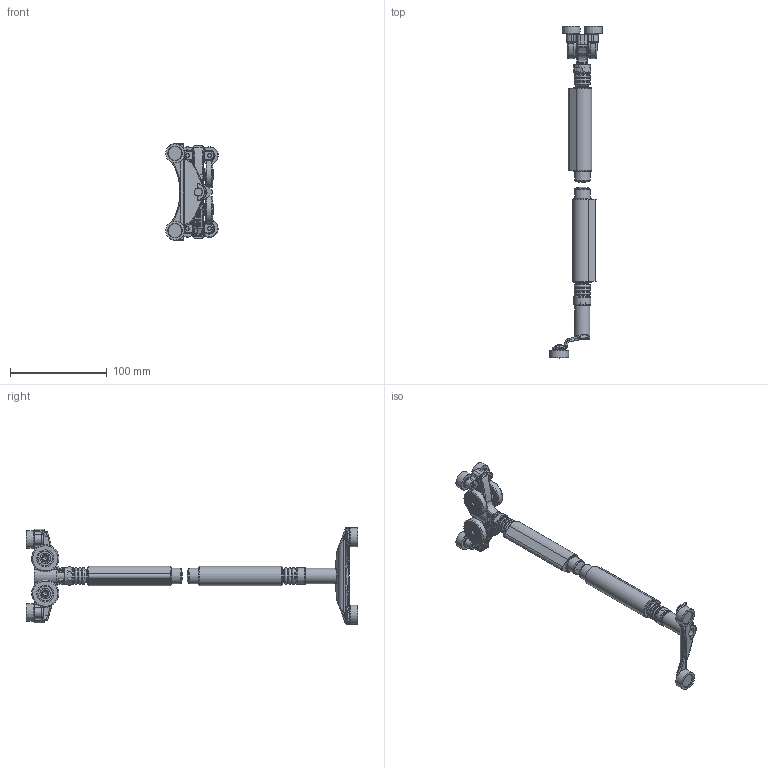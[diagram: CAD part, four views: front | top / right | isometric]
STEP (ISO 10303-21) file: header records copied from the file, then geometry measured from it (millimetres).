
FILE_DESCRIPTION(/* description */ ('SET MONTURE EXTREMITE FMF100'),/* implementation_level */ '2;1');
FILE_NAME(/* name */ '.stp',/* time_stamp */ '2019-08-14T11:38:29+02:00',/* author */ ('WG'),/* organization */ (''),/* preprocessor_version */ 'ST-DEVELOPER v17.2',/* originating_system */ 'Autodesk Inventor 2019',/* authorisation */ '');
FILE_SCHEMA (('AUTOMOTIVE_DESIGN { 1 0 10303 214 3 1 1 }'));
Length unit declared in the file: millimetre
Products named in the file (25): GJ10430EH; GJ10430EH-Guide bas; 1107; 22837; 22877; 22880; 22844; GJ10430EH-Monture; 9548N; 22830; 23242; 22848; 18038; 09071; 21477; GALB18D; DIN 625 SKF - SKF 624; 21472; 09053; DIN 439 - M10; 04634; 16437; 19738; 22872consul101115; 22870
Assembly tree (48 placements, depth 5):
  GJ10430EH
    GJ10430EH-Guide bas
      1107
        22837
        22877  x2
        22880  x2
      09053
      22844
      04634
      19738  x2
      16437
      22872consul101115
      22870
    GJ10430EH-Monture
      9548N
        22830
        GALB18D  x4
          DIN 625 SKF - SKF 624
          21472
        23242  x2
        21477  x4
        22848  x2
        18038  x4
        09071  x4
      09053
      DIN 439 - M10
      04634
      19738  x2
      16437
      22872consul101115
      22870
Bounding box: 54.41 x 343.44 x 100 mm (x, y, z)
Volume: 133654.3 mm3; surface area: 91591.5 mm2
Topology: 46 solids, 46 shells, 1527 faces, 4371 edges, 2901 vertices
Faces by surface type: cylinder 439, plane 437, torus 323, bspline 205, sphere 71, cone 52
Full cylindrical faces by diameter (mm): 2.4 x1, 4 x16, 4.1 x4, 4.5 x2, 4.8 x2, 6 x6, 6.5 x4, 6.88 x8, 6.9 x2, 7 x4, 7.05 x2, 7.9 x2, 8.1 x2, 8.376 x4, 10 x8, 10.12 x8, 10.7 x2, 10.84 x16, 11 x2, 11.5 x8, 12 x6, 12.1 x2, 13 x14, 14 x2, 15 x4, 15.135 x8, 15.16 x8, 15.7 x1, 15.8 x1, 16 x4
Entity records: 41642 total; most frequent: CARTESIAN_POINT 15712, ORIENTED_EDGE 5354, DIRECTION 5229, EDGE_CURVE 2677, AXIS2_PLACEMENT_3D 2235, VERTEX_POINT 1728, CIRCLE 1227, EDGE_LOOP 1124
